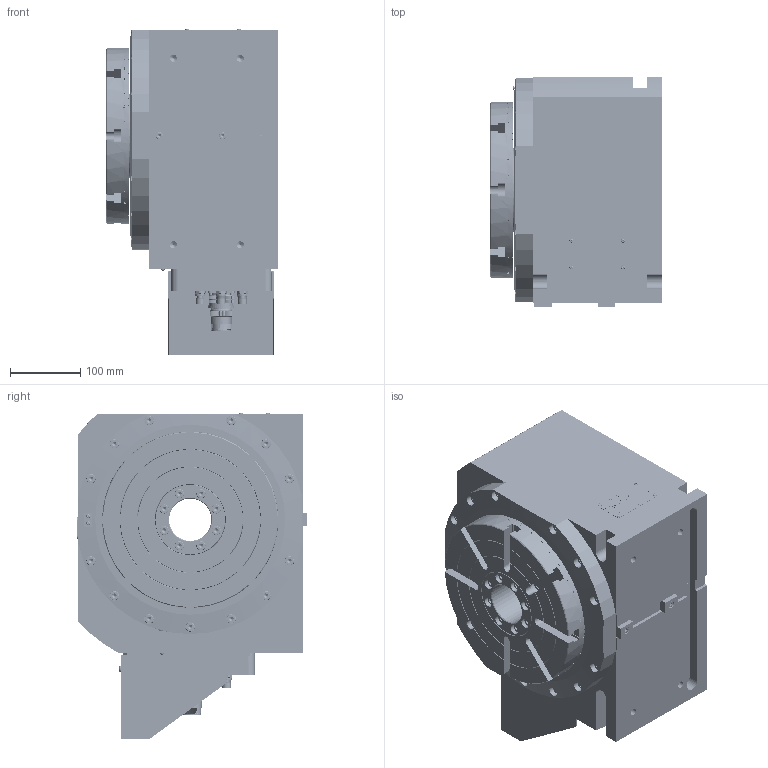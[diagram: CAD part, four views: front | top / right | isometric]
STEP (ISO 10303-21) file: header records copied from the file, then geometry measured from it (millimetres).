
FILE_DESCRIPTION(/* description */ (''),/* implementation_level */ '2;1');
FILE_NAME(/* name */ 'AS00555D_RCV-250.stp',/* time_stamp */ '2021-02-22T13:15:41+08:00',/* author */ ('roylin'),/* organization */ (''),/* preprocessor_version */ 'ST-DEVELOPER v18',/* originating_system */ 'Autodesk Inventor 2020',/* authorisation */ '');
FILE_SCHEMA (('AUTOMOTIVE_DESIGN { 1 0 10303 214 3 1 1 }'));
Products named in the file (1): AS00555D_RCV-250
Bounding box: 243 x 328.1 x 464.15 mm (x, y, z)
Volume: 99 mm3; surface area: 916208.3 mm2
Topology: 2 solids, 269 shells, 7000 faces, 30763 edges, 23009 vertices
Faces by surface type: plane 3758, bspline 1588, cylinder 1345, cone 195, torus 95, sphere 19
Full cylindrical faces by diameter (mm): 1.59 x14, 2.32 x17, 2.85 x4, 2.88 x6, 3 x3, 3.79 x4, 3.9 x3, 4 x1, 4.5 x8, 5 x2, 5.7 x6, 6 x2, 7.95 x1, 8 x12, 8.5 x8, 9.5 x2, 10 x8, 10.106 x6, 10.9 x3, 11 x2, 12.1 x4, 12.35 x4, 14 x21, 14.53 x4, 24.6 x2, 26.9 x6, 27.92 x2, 28.06 x2, 28.388 x10, 29.28 x1
Entity records: 656194 total; most frequent: CARTESIAN_POINT 425583, ORIENTED_EDGE 45126, DIRECTION 39652, EDGE_CURVE 30680, VERTEX_POINT 23009, LINE 15284, VECTOR 15284, AXIS2_PLACEMENT_3D 12184
